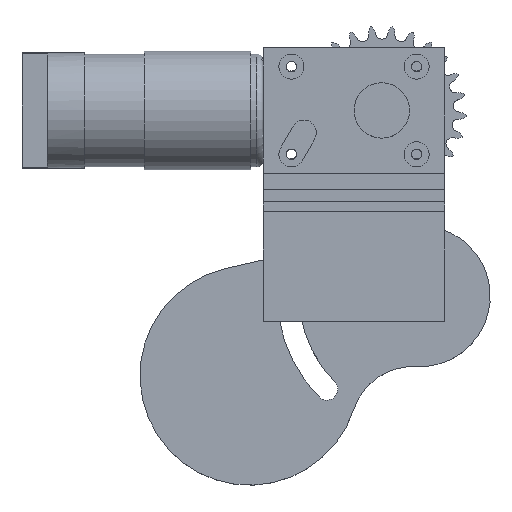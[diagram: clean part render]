
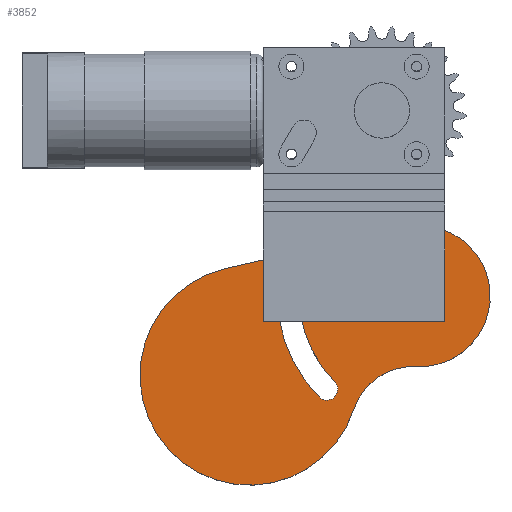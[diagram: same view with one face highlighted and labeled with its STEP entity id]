
A CAD part, top view. The second image highlights one B-rep face of the part: STEP entity #3852.
In plain terms, the highlighted planar face has unit normal (0, 0, 1).
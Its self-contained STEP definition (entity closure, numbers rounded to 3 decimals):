
#228=FACE_BOUND('',#945,.T.);
#229=FACE_BOUND('',#946,.T.);
#477=CIRCLE('',#4374,38.5);
#479=CIRCLE('',#4377,3.5);
#481=CIRCLE('',#4380,45.5);
#483=CIRCLE('',#4383,3.5);
#486=CIRCLE('',#4387,3.5);
#487=CIRCLE('',#4390,35.);
#489=CIRCLE('',#4393,20.);
#491=CIRCLE('',#4396,22.5);
#699=FACE_OUTER_BOUND('',#944,.T.);
#944=EDGE_LOOP('',(#3527,#3528,#3529,#3530));
#945=EDGE_LOOP('',(#3531));
#946=EDGE_LOOP('',(#3532,#3533,#3534,#3535));
#1232=LINE('',#6777,#1518);
#1518=VECTOR('',#5609,10.);
#1878=VERTEX_POINT('',#6745);
#1879=VERTEX_POINT('',#6746);
#1882=VERTEX_POINT('',#6754);
#1884=VERTEX_POINT('',#6760);
#1887=VERTEX_POINT('',#6771);
#1888=VERTEX_POINT('',#6775);
#1889=VERTEX_POINT('',#6776);
#1892=VERTEX_POINT('',#6784);
#1894=VERTEX_POINT('',#6790);
#2420=EDGE_CURVE('',#1878,#1879,#477,.T.);
#2424=EDGE_CURVE('',#1879,#1882,#479,.T.);
#2427=EDGE_CURVE('',#1882,#1884,#481,.T.);
#2430=EDGE_CURVE('',#1884,#1878,#483,.T.);
#2434=EDGE_CURVE('',#1887,#1887,#486,.T.);
#2435=EDGE_CURVE('',#1888,#1889,#1232,.T.);
#2439=EDGE_CURVE('',#1889,#1892,#487,.T.);
#2442=EDGE_CURVE('',#1894,#1892,#489,.T.);
#2445=EDGE_CURVE('',#1894,#1888,#491,.T.);
#3527=ORIENTED_EDGE('',*,*,#2445,.T.);
#3528=ORIENTED_EDGE('',*,*,#2435,.T.);
#3529=ORIENTED_EDGE('',*,*,#2439,.T.);
#3530=ORIENTED_EDGE('',*,*,#2442,.F.);
#3531=ORIENTED_EDGE('',*,*,#2434,.T.);
#3532=ORIENTED_EDGE('',*,*,#2430,.T.);
#3533=ORIENTED_EDGE('',*,*,#2420,.T.);
#3534=ORIENTED_EDGE('',*,*,#2424,.T.);
#3535=ORIENTED_EDGE('',*,*,#2427,.T.);
#3650=PLANE('',#4398);
#3852=ADVANCED_FACE('',(#699,#228,#229),#3650,.T.);
#4374=AXIS2_PLACEMENT_3D('',#6747,#5574,#5575);
#4377=AXIS2_PLACEMENT_3D('',#6755,#5582,#5583);
#4380=AXIS2_PLACEMENT_3D('',#6761,#5589,#5590);
#4383=AXIS2_PLACEMENT_3D('',#6766,#5596,#5597);
#4387=AXIS2_PLACEMENT_3D('',#6773,#5605,#5606);
#4390=AXIS2_PLACEMENT_3D('',#6785,#5615,#5616);
#4393=AXIS2_PLACEMENT_3D('',#6791,#5622,#5623);
#4396=AXIS2_PLACEMENT_3D('',#6796,#5629,#5630);
#4398=AXIS2_PLACEMENT_3D('',#6798,#5633,#5634);
#5574=DIRECTION('center_axis',(0.,0.,1.));
#5575=DIRECTION('ref_axis',(-1.,0.,0.));
#5582=DIRECTION('center_axis',(0.,0.,-1.));
#5583=DIRECTION('ref_axis',(-0.707,-0.707,0.));
#5589=DIRECTION('center_axis',(0.,0.,-1.));
#5590=DIRECTION('ref_axis',(-1.,0.,0.));
#5596=DIRECTION('center_axis',(0.,0.,-1.));
#5597=DIRECTION('ref_axis',(1.,0.,0.));
#5605=DIRECTION('center_axis',(0.,0.,-1.));
#5606=DIRECTION('ref_axis',(1.,0.,0.));
#5609=DIRECTION('',(-0.974,-0.225,0.));
#5615=DIRECTION('center_axis',(0.,0.,1.));
#5616=DIRECTION('ref_axis',(-0.225,0.974,0.));
#5622=DIRECTION('center_axis',(0.,0.,1.));
#5623=DIRECTION('ref_axis',(0.049,0.999,0.));
#5629=DIRECTION('center_axis',(0.,0.,1.));
#5630=DIRECTION('ref_axis',(-0.049,-0.999,0.));
#5633=DIRECTION('center_axis',(0.,0.,1.));
#5634=DIRECTION('ref_axis',(1.,0.,0.));
#6745=CARTESIAN_POINT('',(-17.5,-30.1,0.));
#6746=CARTESIAN_POINT('',(-6.224,-57.324,0.));
#6747=CARTESIAN_POINT('Origin',(21.,-30.1,0.));
#6754=CARTESIAN_POINT('',(-11.173,-62.273,0.));
#6755=CARTESIAN_POINT('Origin',(-8.698,-59.798,0.));
#6760=CARTESIAN_POINT('',(-24.5,-30.1,0.));
#6761=CARTESIAN_POINT('Origin',(21.,-30.1,0.));
#6766=CARTESIAN_POINT('Origin',(-21.,-30.1,0.));
#6771=CARTESIAN_POINT('',(17.5,-30.1,0.));
#6773=CARTESIAN_POINT('Origin',(21.,-30.1,0.));
#6775=CARTESIAN_POINT('',(15.948,-8.174,0.));
#6776=CARTESIAN_POINT('',(-41.237,-21.351,0.));
#6777=CARTESIAN_POINT('',(15.948,-8.174,0.));
#6784=CARTESIAN_POINT('',(-0.111,-66.333,0.));
#6785=CARTESIAN_POINT('Origin',(-33.378,-55.457,0.));
#6790=CARTESIAN_POINT('',(19.888,-52.572,0.));
#6791=CARTESIAN_POINT('Origin',(18.899,-72.548,0.));
#6796=CARTESIAN_POINT('Origin',(21.,-30.1,0.));
#6798=CARTESIAN_POINT('Origin',(-12.439,-49.029,0.));
